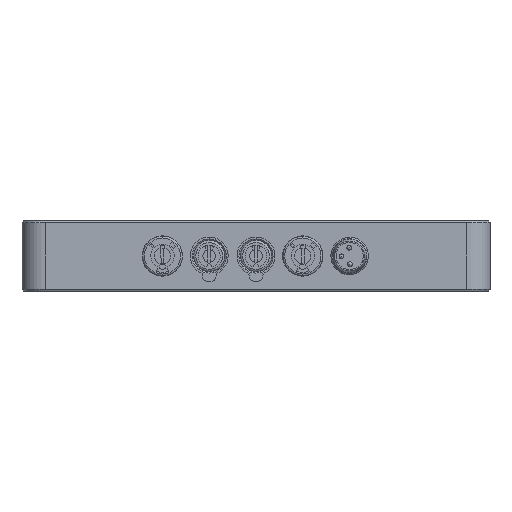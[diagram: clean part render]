
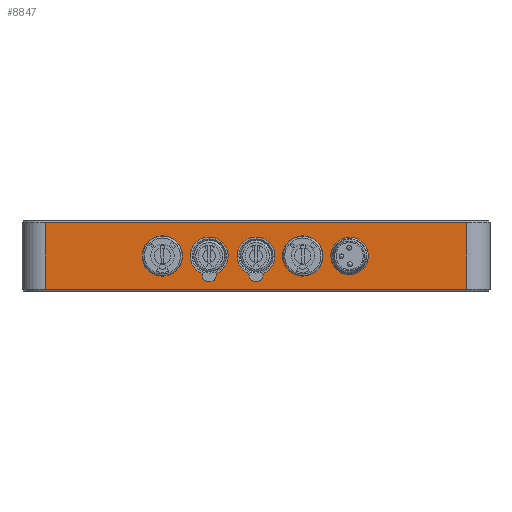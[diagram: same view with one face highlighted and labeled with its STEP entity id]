
A CAD part, front view. The second image highlights one B-rep face of the part: STEP entity #8847.
In plain terms, the highlighted planar face has unit normal (0, -1, 0).
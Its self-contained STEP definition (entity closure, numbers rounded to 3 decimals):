
#436=FACE_BOUND('',#2966,.T.);
#437=FACE_BOUND('',#2967,.T.);
#438=FACE_BOUND('',#2968,.T.);
#439=FACE_BOUND('',#2969,.T.);
#440=FACE_BOUND('',#2970,.T.);
#1077=LINE('',#15161,#1811);
#1084=LINE('',#15178,#1818);
#1085=LINE('',#15182,#1819);
#1086=LINE('',#15183,#1820);
#1811=VECTOR('',#12100,10.);
#1818=VECTOR('',#12119,10.);
#1819=VECTOR('',#12124,10.);
#1820=VECTOR('',#12125,10.);
#2383=FACE_OUTER_BOUND('',#2965,.T.);
#2965=EDGE_LOOP('',(#7637,#7638,#7639,#7640));
#2966=EDGE_LOOP('',(#7641));
#2967=EDGE_LOOP('',(#7642,#7643));
#2968=EDGE_LOOP('',(#7644,#7645));
#2969=EDGE_LOOP('',(#7646));
#2970=EDGE_LOOP('',(#7647));
#3286=CIRCLE('',#9494,3.35);
#3407=CIRCLE('',#9756,4.05);
#3408=CIRCLE('',#9757,1.5);
#3409=CIRCLE('',#9758,1.5);
#3410=CIRCLE('',#9759,4.05);
#3411=CIRCLE('',#9760,4.3);
#3412=CIRCLE('',#9761,4.3);
#3950=VERTEX_POINT('',#14511);
#4152=VERTEX_POINT('',#15153);
#4154=VERTEX_POINT('',#15159);
#4158=VERTEX_POINT('',#15177);
#4159=VERTEX_POINT('',#15181);
#4160=VERTEX_POINT('',#15184);
#4161=VERTEX_POINT('',#15185);
#4162=VERTEX_POINT('',#15188);
#4163=VERTEX_POINT('',#15189);
#4164=VERTEX_POINT('',#15192);
#4165=VERTEX_POINT('',#15194);
#5044=EDGE_CURVE('',#3950,#3950,#3286,.T.);
#5353=EDGE_CURVE('',#4154,#4152,#1077,.T.);
#5362=EDGE_CURVE('',#4152,#4158,#1084,.T.);
#5364=EDGE_CURVE('',#4159,#4154,#1085,.T.);
#5365=EDGE_CURVE('',#4158,#4159,#1086,.T.);
#5366=EDGE_CURVE('',#4160,#4161,#3407,.T.);
#5367=EDGE_CURVE('',#4161,#4160,#3408,.T.);
#5368=EDGE_CURVE('',#4162,#4163,#3409,.T.);
#5369=EDGE_CURVE('',#4163,#4162,#3410,.T.);
#5370=EDGE_CURVE('',#4164,#4164,#3411,.T.);
#5371=EDGE_CURVE('',#4165,#4165,#3412,.T.);
#7637=ORIENTED_EDGE('',*,*,#5353,.F.);
#7638=ORIENTED_EDGE('',*,*,#5364,.F.);
#7639=ORIENTED_EDGE('',*,*,#5365,.F.);
#7640=ORIENTED_EDGE('',*,*,#5362,.F.);
#7641=ORIENTED_EDGE('',*,*,#5044,.T.);
#7642=ORIENTED_EDGE('',*,*,#5366,.T.);
#7643=ORIENTED_EDGE('',*,*,#5367,.T.);
#7644=ORIENTED_EDGE('',*,*,#5368,.T.);
#7645=ORIENTED_EDGE('',*,*,#5369,.T.);
#7646=ORIENTED_EDGE('',*,*,#5370,.T.);
#7647=ORIENTED_EDGE('',*,*,#5371,.T.);
#8361=PLANE('',#9755);
#8847=ADVANCED_FACE('',(#2383,#436,#437,#438,#439,#440),#8361,.T.);
#9494=AXIS2_PLACEMENT_3D('',#14512,#11401,#11402);
#9755=AXIS2_PLACEMENT_3D('',#15180,#12122,#12123);
#9756=AXIS2_PLACEMENT_3D('',#15186,#12126,#12127);
#9757=AXIS2_PLACEMENT_3D('',#15187,#12128,#12129);
#9758=AXIS2_PLACEMENT_3D('',#15190,#12130,#12131);
#9759=AXIS2_PLACEMENT_3D('',#15191,#12132,#12133);
#9760=AXIS2_PLACEMENT_3D('',#15193,#12134,#12135);
#9761=AXIS2_PLACEMENT_3D('',#15195,#12136,#12137);
#11401=DIRECTION('center_axis',(0.,1.,0.));
#11402=DIRECTION('ref_axis',(0.999,0.,0.041));
#12100=DIRECTION('',(-1.,0.,0.));
#12119=DIRECTION('',(0.,0.,1.));
#12122=DIRECTION('center_axis',(0.,-1.,0.));
#12123=DIRECTION('ref_axis',(1.,0.,0.));
#12124=DIRECTION('',(0.,0.,-1.));
#12125=DIRECTION('',(1.,0.,0.));
#12126=DIRECTION('center_axis',(0.,1.,0.));
#12127=DIRECTION('ref_axis',(1.,0.,0.));
#12128=DIRECTION('center_axis',(0.,1.,0.));
#12129=DIRECTION('ref_axis',(1.,0.,0.));
#12130=DIRECTION('center_axis',(0.,1.,0.));
#12131=DIRECTION('ref_axis',(1.,0.,0.));
#12132=DIRECTION('center_axis',(0.,1.,0.));
#12133=DIRECTION('ref_axis',(1.,0.,0.));
#12134=DIRECTION('center_axis',(0.,1.,0.));
#12135=DIRECTION('ref_axis',(1.,0.,0.));
#12136=DIRECTION('center_axis',(0.,1.,0.));
#12137=DIRECTION('ref_axis',(1.,0.,0.));
#14511=CARTESIAN_POINT('',(66.653,0.,7.362));
#14512=CARTESIAN_POINT('Origin',(70.,0.,
7.5));
#15153=CARTESIAN_POINT('',(5.,0.,0.4));
#15159=CARTESIAN_POINT('',(95.,0.,0.4));
#15161=CARTESIAN_POINT('',(25.,0.,0.4));
#15177=CARTESIAN_POINT('',(5.,0.,14.6));
#15178=CARTESIAN_POINT('',(5.,0.,0.));
#15180=CARTESIAN_POINT('Origin',(0.,0.,0.));
#15181=CARTESIAN_POINT('',(95.,0.,14.6));
#15182=CARTESIAN_POINT('',(95.,0.,0.));
#15183=CARTESIAN_POINT('',(25.,0.,14.6));
#15184=CARTESIAN_POINT('',(48.526,0.,3.728));
#15185=CARTESIAN_POINT('',(51.474,0.,3.728));
#15186=CARTESIAN_POINT('Origin',(50.,0.,7.5));
#15187=CARTESIAN_POINT('Origin',(50.,0.,3.45));
#15188=CARTESIAN_POINT('',(41.474,0.,3.728));
#15189=CARTESIAN_POINT('',(38.526,0.,3.728));
#15190=CARTESIAN_POINT('Origin',(40.,0.,3.45));
#15191=CARTESIAN_POINT('Origin',(40.,0.,7.5));
#15192=CARTESIAN_POINT('',(55.7,0.,7.5));
#15193=CARTESIAN_POINT('Origin',(60.,0.,7.5));
#15194=CARTESIAN_POINT('',(25.7,0.,7.5));
#15195=CARTESIAN_POINT('Origin',(30.,0.,7.5));
